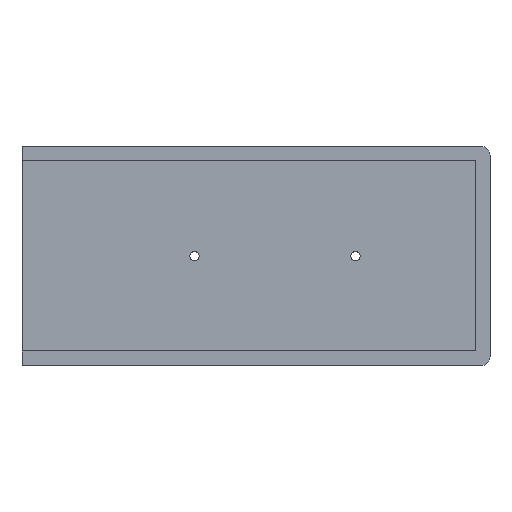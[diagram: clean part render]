
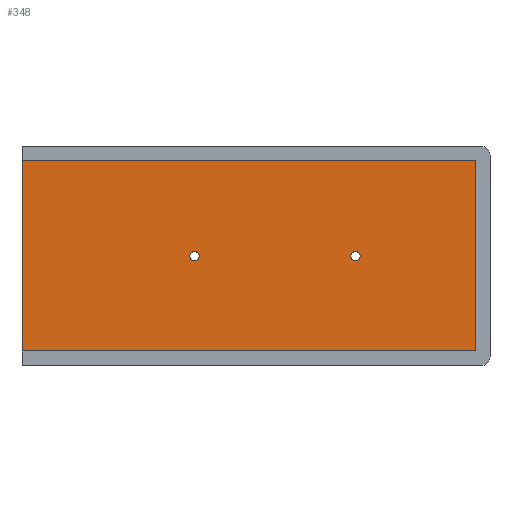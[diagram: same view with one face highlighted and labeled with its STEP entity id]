
A CAD part, top view. The second image highlights one B-rep face of the part: STEP entity #348.
In plain terms, the highlighted planar face has unit normal (0, 0, 1).
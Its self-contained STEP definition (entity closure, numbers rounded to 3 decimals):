
#21=FACE_BOUND('',#51,.T.);
#22=FACE_BOUND('',#52,.T.);
#30=FACE_OUTER_BOUND('',#50,.T.);
#50=EDGE_LOOP('',(#273,#274,#275,#276));
#51=EDGE_LOOP('',(#277));
#52=EDGE_LOOP('',(#278));
#89=LINE('',#562,#129);
#90=LINE('',#564,#130);
#91=LINE('',#566,#131);
#92=LINE('',#567,#132);
#129=VECTOR('',#455,10.);
#130=VECTOR('',#456,10.);
#131=VECTOR('',#457,10.);
#132=VECTOR('',#458,10.);
#149=CIRCLE('',#387,1.6);
#150=CIRCLE('',#388,1.6);
#177=VERTEX_POINT('',#560);
#178=VERTEX_POINT('',#561);
#179=VERTEX_POINT('',#563);
#180=VERTEX_POINT('',#565);
#181=VERTEX_POINT('',#568);
#182=VERTEX_POINT('',#570);
#215=EDGE_CURVE('',#177,#178,#89,.F.);
#216=EDGE_CURVE('',#177,#179,#90,.F.);
#217=EDGE_CURVE('',#179,#180,#91,.F.);
#218=EDGE_CURVE('',#178,#180,#92,.T.);
#219=EDGE_CURVE('',#181,#181,#149,.T.);
#220=EDGE_CURVE('',#182,#182,#150,.T.);
#273=ORIENTED_EDGE('',*,*,#215,.F.);
#274=ORIENTED_EDGE('',*,*,#216,.T.);
#275=ORIENTED_EDGE('',*,*,#217,.T.);
#276=ORIENTED_EDGE('',*,*,#218,.F.);
#277=ORIENTED_EDGE('',*,*,#219,.T.);
#278=ORIENTED_EDGE('',*,*,#220,.T.);
#334=PLANE('',#386);
#348=ADVANCED_FACE('',(#30,#21,#22),#334,.F.);
#386=AXIS2_PLACEMENT_3D('',#559,#453,#454);
#387=AXIS2_PLACEMENT_3D('',#569,#459,#460);
#388=AXIS2_PLACEMENT_3D('',#571,#461,#462);
#453=DIRECTION('center_axis',(0.,0.,-1.));
#454=DIRECTION('ref_axis',(-1.,0.,0.));
#455=DIRECTION('',(0.,-1.,0.));
#456=DIRECTION('',(-1.,0.,0.));
#457=DIRECTION('',(0.,-1.,0.));
#458=DIRECTION('',(1.,0.,0.));
#459=DIRECTION('center_axis',(0.,0.,-1.));
#460=DIRECTION('ref_axis',(-1.,0.,0.));
#461=DIRECTION('center_axis',(0.,0.,-1.));
#462=DIRECTION('ref_axis',(-1.,0.,0.));
#559=CARTESIAN_POINT('Origin',(65.,37.5,2.7));
#560=CARTESIAN_POINT('',(-25.,2.7,2.7));
#561=CARTESIAN_POINT('',(-25.,72.3,2.7));
#562=CARTESIAN_POINT('',(-25.,56.25,2.7));
#563=CARTESIAN_POINT('',(132.,2.7,2.7));
#564=CARTESIAN_POINT('',(32.5,2.7,2.7));
#565=CARTESIAN_POINT('',(132.,72.3,2.7));
#566=CARTESIAN_POINT('',(132.,37.5,2.7));
#567=CARTESIAN_POINT('',(32.5,72.3,2.7));
#568=CARTESIAN_POINT('',(35.6,37.5,2.7));
#569=CARTESIAN_POINT('Origin',(34.,37.5,2.7));
#570=CARTESIAN_POINT('',(90.6,37.5,2.7));
#571=CARTESIAN_POINT('Origin',(89.,37.5,2.7));
